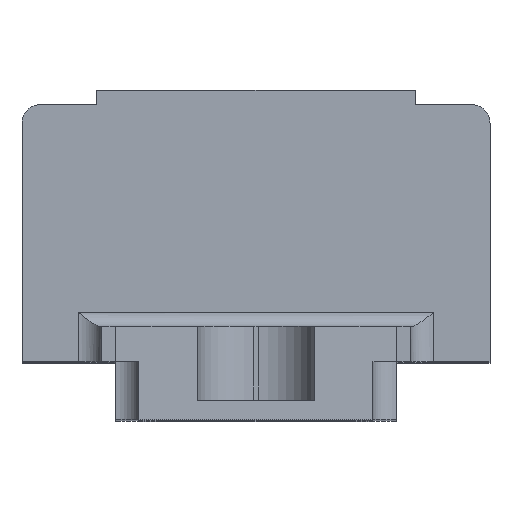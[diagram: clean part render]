
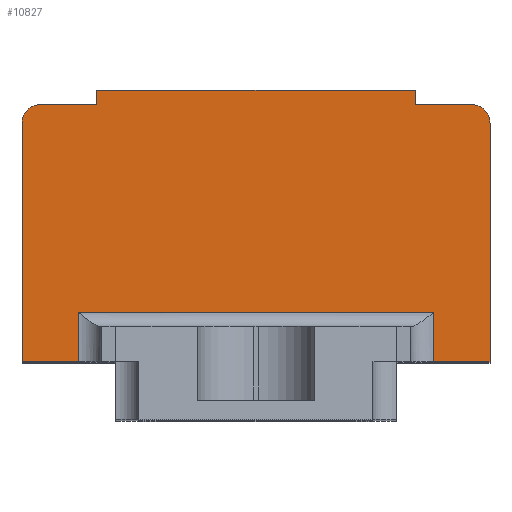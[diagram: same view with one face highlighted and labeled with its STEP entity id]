
A CAD part, top view. The second image highlights one B-rep face of the part: STEP entity #10827.
In plain terms, the highlighted planar face has unit normal (0, 0, 1).
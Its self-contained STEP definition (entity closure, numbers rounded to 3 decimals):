
#3946=DIRECTION('',(0.,1.,0.));
#3947=VECTOR('',#3946,5.3);
#3948=CARTESIAN_POINT('',(-19.,6.2,100.1));
#3949=LINE('',#3948,#3947);
#3964=DIRECTION('',(-1.,0.,0.));
#3965=VECTOR('',#3964,6.);
#3966=CARTESIAN_POINT('',(-19.,6.2,100.1));
#3967=LINE('',#3966,#3965);
#3968=DIRECTION('',(0.,1.,0.));
#3969=VECTOR('',#3968,25.5);
#3970=CARTESIAN_POINT('',(-25.,6.2,100.1));
#3971=LINE('',#3970,#3969);
#3972=CARTESIAN_POINT('',(-23.,31.7,100.1));
#3973=DIRECTION('',(0.,0.,-1.));
#3974=DIRECTION('',(-1.,0.,0.));
#3975=AXIS2_PLACEMENT_3D('',#3972,#3973,#3974);
#3977=DIRECTION('',(1.,0.,0.));
#3978=VECTOR('',#3977,6.);
#3979=CARTESIAN_POINT('',(-23.,33.7,100.1));
#3980=LINE('',#3979,#3978);
#3981=DIRECTION('',(0.,1.,0.));
#3982=VECTOR('',#3981,1.5);
#3983=CARTESIAN_POINT('',(-17.,33.7,100.1));
#3984=LINE('',#3983,#3982);
#3985=DIRECTION('',(1.,0.,0.));
#3986=VECTOR('',#3985,34.);
#3987=CARTESIAN_POINT('',(-17.,35.2,100.1));
#3988=LINE('',#3987,#3986);
#3989=DIRECTION('',(0.,-1.,0.));
#3990=VECTOR('',#3989,1.5);
#3991=CARTESIAN_POINT('',(17.,35.2,100.1));
#3992=LINE('',#3991,#3990);
#3993=DIRECTION('',(1.,0.,0.));
#3994=VECTOR('',#3993,6.);
#3995=CARTESIAN_POINT('',(17.,33.7,100.1));
#3996=LINE('',#3995,#3994);
#3997=CARTESIAN_POINT('',(23.,31.7,100.1));
#3998=DIRECTION('',(0.,0.,-1.));
#3999=DIRECTION('',(0.,1.,0.));
#4000=AXIS2_PLACEMENT_3D('',#3997,#3998,#3999);
#4002=DIRECTION('',(0.,-1.,0.));
#4003=VECTOR('',#4002,25.5);
#4004=CARTESIAN_POINT('',(25.,31.7,100.1));
#4005=LINE('',#4004,#4003);
#4006=DIRECTION('',(-1.,0.,0.));
#4007=VECTOR('',#4006,6.);
#4008=CARTESIAN_POINT('',(25.,6.2,100.1));
#4009=LINE('',#4008,#4007);
#4029=DIRECTION('',(1.,0.,0.));
#4030=VECTOR('',#4029,38.);
#4031=CARTESIAN_POINT('',(-19.,11.5,100.1));
#4032=LINE('',#4031,#4030);
#4053=DIRECTION('',(0.,-1.,0.));
#4054=VECTOR('',#4053,5.3);
#4055=CARTESIAN_POINT('',(19.,11.5,100.1));
#4056=LINE('',#4055,#4054);
#5045=CARTESIAN_POINT('',(-25.,6.2,100.1));
#5046=CARTESIAN_POINT('',(-25.,31.7,100.1));
#5047=VERTEX_POINT('',#5045);
#5048=VERTEX_POINT('',#5046);
#5049=CARTESIAN_POINT('',(-23.,33.7,100.1));
#5050=VERTEX_POINT('',#5049);
#5051=CARTESIAN_POINT('',(-17.,33.7,100.1));
#5052=VERTEX_POINT('',#5051);
#5053=CARTESIAN_POINT('',(-17.,35.2,100.1));
#5054=VERTEX_POINT('',#5053);
#5055=CARTESIAN_POINT('',(17.,35.2,100.1));
#5056=VERTEX_POINT('',#5055);
#5057=CARTESIAN_POINT('',(17.,33.7,100.1));
#5058=VERTEX_POINT('',#5057);
#5059=CARTESIAN_POINT('',(23.,33.7,100.1));
#5060=VERTEX_POINT('',#5059);
#5061=CARTESIAN_POINT('',(25.,31.7,100.1));
#5062=VERTEX_POINT('',#5061);
#5063=CARTESIAN_POINT('',(25.,6.2,100.1));
#5064=VERTEX_POINT('',#5063);
#5197=CARTESIAN_POINT('',(19.,6.2,100.1));
#5198=VERTEX_POINT('',#5197);
#5203=CARTESIAN_POINT('',(-19.,6.2,100.1));
#5204=VERTEX_POINT('',#5203);
#5265=CARTESIAN_POINT('',(-19.,11.5,100.1));
#5266=CARTESIAN_POINT('',(19.,11.5,100.1));
#5267=VERTEX_POINT('',#5265);
#5268=VERTEX_POINT('',#5266);
#10794=CARTESIAN_POINT('',(0.,0.,100.1));
#10795=DIRECTION('',(0.,0.,-1.));
#10796=DIRECTION('',(-1.,0.,0.));
#10797=AXIS2_PLACEMENT_3D('',#10794,#10795,#10796);
#10798=PLANE('',#10797);
#10800=ORIENTED_EDGE('',*,*,#10799,.F.);
#10801=ORIENTED_EDGE('',*,*,#10784,.F.);
#10802=ORIENTED_EDGE('',*,*,#10671,.T.);
#10804=ORIENTED_EDGE('',*,*,#10803,.T.);
#10806=ORIENTED_EDGE('',*,*,#10805,.T.);
#10808=ORIENTED_EDGE('',*,*,#10807,.T.);
#10810=ORIENTED_EDGE('',*,*,#10809,.T.);
#10812=ORIENTED_EDGE('',*,*,#10811,.T.);
#10814=ORIENTED_EDGE('',*,*,#10813,.T.);
#10816=ORIENTED_EDGE('',*,*,#10815,.T.);
#10818=ORIENTED_EDGE('',*,*,#10817,.T.);
#10820=ORIENTED_EDGE('',*,*,#10819,.T.);
#10822=ORIENTED_EDGE('',*,*,#10821,.T.);
#10824=ORIENTED_EDGE('',*,*,#10823,.F.);
#10825=EDGE_LOOP('',(#10800,#10801,#10802,#10804,#10806,#10808,#10810,#10812,
#10814,#10816,#10818,#10820,#10822,#10824));
#10826=FACE_OUTER_BOUND('',#10825,.F.);
#10827=ADVANCED_FACE('',(#10826),#10798,.F.);
#3976=CIRCLE('',#3975,2.);
#4001=CIRCLE('',#4000,2.);
#10671=EDGE_CURVE('',#5204,#5047,#3967,.T.);
#10784=EDGE_CURVE('',#5204,#5267,#3949,.T.);
#10799=EDGE_CURVE('',#5267,#5268,#4032,.T.);
#10803=EDGE_CURVE('',#5047,#5048,#3971,.T.);
#10805=EDGE_CURVE('',#5048,#5050,#3976,.T.);
#10807=EDGE_CURVE('',#5050,#5052,#3980,.T.);
#10809=EDGE_CURVE('',#5052,#5054,#3984,.T.);
#10811=EDGE_CURVE('',#5054,#5056,#3988,.T.);
#10813=EDGE_CURVE('',#5056,#5058,#3992,.T.);
#10815=EDGE_CURVE('',#5058,#5060,#3996,.T.);
#10817=EDGE_CURVE('',#5060,#5062,#4001,.T.);
#10819=EDGE_CURVE('',#5062,#5064,#4005,.T.);
#10821=EDGE_CURVE('',#5064,#5198,#4009,.T.);
#10823=EDGE_CURVE('',#5268,#5198,#4056,.T.);
